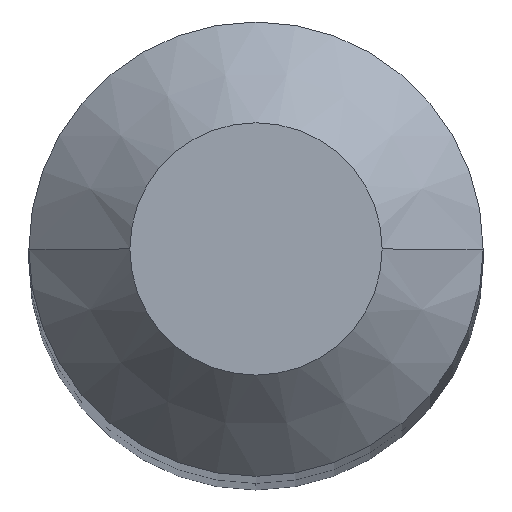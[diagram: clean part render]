
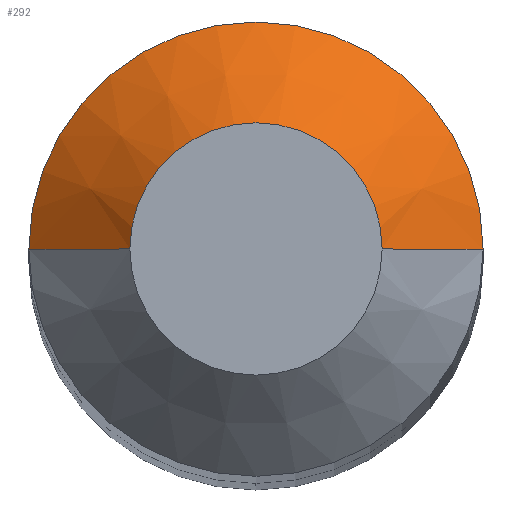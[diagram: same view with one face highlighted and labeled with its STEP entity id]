
A CAD part, top view. The second image highlights one B-rep face of the part: STEP entity #292.
In plain terms, the highlighted conical face has half-angle 45 degrees and reference radius 1.786 mm.
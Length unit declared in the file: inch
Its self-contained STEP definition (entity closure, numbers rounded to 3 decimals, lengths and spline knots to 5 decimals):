
#9 = VERTEX_POINT ( 'NONE', #217 ) ;
#14 = CARTESIAN_POINT ( 'NONE',  ( -0.0703, 0., -0.03125 ) ) ;
#22 = DIRECTION ( 'NONE',  ( 0., 0., -1. ) ) ;
#23 = DIRECTION ( 'NONE',  ( 0., 0., 1. ) ) ;
#24 = CARTESIAN_POINT ( 'NONE',  ( -0.03905, 0., 0. ) ) ;
#26 = CIRCLE ( 'NONE', #64, 0.03905 ) ;
#31 = CIRCLE ( 'NONE', #258, 0.0703 ) ;
#56 = EDGE_LOOP ( 'NONE', ( #213, #364, #137, #125 ) ) ;
#64 = AXIS2_PLACEMENT_3D ( 'NONE', #266, #23, #346 ) ;
#72 = DIRECTION ( 'NONE',  ( 1., 0., 0. ) ) ;
#85 = CARTESIAN_POINT ( 'NONE',  ( 0.03905, 0., 0. ) ) ;
#125 = ORIENTED_EDGE ( 'NONE', *, *, #223, .F. ) ;
#130 = DIRECTION ( 'NONE',  ( -0.707, 0., -0.707 ) ) ;
#137 = ORIENTED_EDGE ( 'NONE', *, *, #138, .T. ) ;
#138 = EDGE_CURVE ( 'NONE', #351, #9, #31, .T. ) ;
#185 = LINE ( 'NONE', #342, #192 ) ;
#192 = VECTOR ( 'NONE', #257, 39.37008 ) ;
#203 = EDGE_CURVE ( 'NONE', #305, #351, #185, .T. ) ;
#213 = ORIENTED_EDGE ( 'NONE', *, *, #324, .F. ) ;
#214 = CONICAL_SURFACE ( 'NONE', #237, 0.0703, 0.785 ) ;
#217 = CARTESIAN_POINT ( 'NONE',  ( -0.0703, 0., -0.03125 ) ) ;
#219 = DIRECTION ( 'NONE',  ( 0., 0., 1. ) ) ;
#223 = EDGE_CURVE ( 'NONE', #366, #9, #283, .T. ) ;
#228 = CARTESIAN_POINT ( 'NONE',  ( 0., 0., -0.03125 ) ) ;
#237 = AXIS2_PLACEMENT_3D ( 'NONE', #228, #22, #327 ) ;
#257 = DIRECTION ( 'NONE',  ( 0.707, 0., -0.707 ) ) ;
#258 = AXIS2_PLACEMENT_3D ( 'NONE', #341, #219, #72 ) ;
#266 = CARTESIAN_POINT ( 'NONE',  ( 0., 0., 0. ) ) ;
#283 = LINE ( 'NONE', #14, #383 ) ;
#292 = ADVANCED_FACE ( 'NONE', ( #348 ), #214, .T. ) ;
#305 = VERTEX_POINT ( 'NONE', #85 ) ;
#324 = EDGE_CURVE ( 'NONE', #305, #366, #26, .T. ) ;
#327 = DIRECTION ( 'NONE',  ( -1., 0., 0. ) ) ;
#341 = CARTESIAN_POINT ( 'NONE',  ( 0., 0., -0.03125 ) ) ;
#342 = CARTESIAN_POINT ( 'NONE',  ( 0.0703, 0., -0.03125 ) ) ;
#346 = DIRECTION ( 'NONE',  ( 1., 0., 0. ) ) ;
#348 = FACE_OUTER_BOUND ( 'NONE', #56, .T. ) ;
#351 = VERTEX_POINT ( 'NONE', #384 ) ;
#364 = ORIENTED_EDGE ( 'NONE', *, *, #203, .T. ) ;
#366 = VERTEX_POINT ( 'NONE', #24 ) ;
#383 = VECTOR ( 'NONE', #130, 39.37008 ) ;
#384 = CARTESIAN_POINT ( 'NONE',  ( 0.0703, 0., -0.03125 ) ) ;
